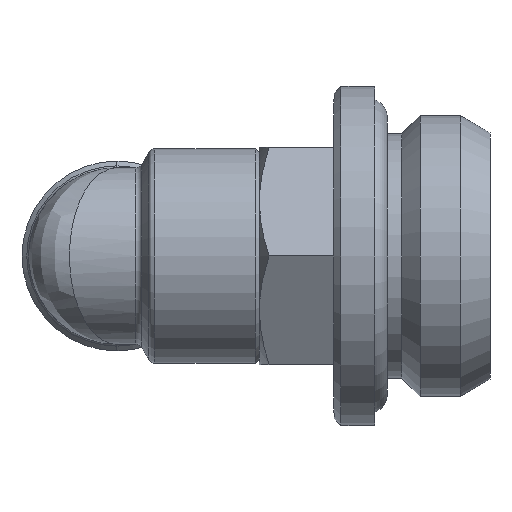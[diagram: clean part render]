
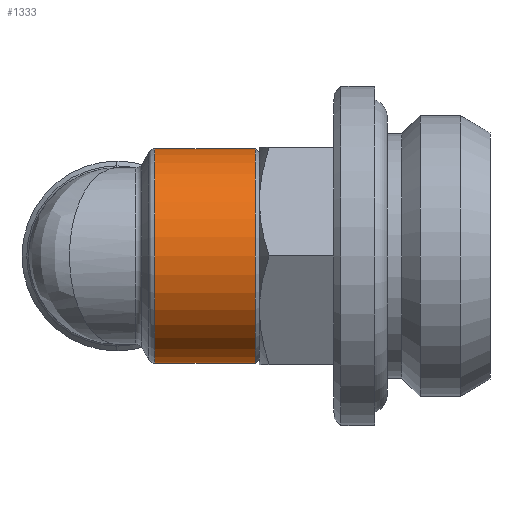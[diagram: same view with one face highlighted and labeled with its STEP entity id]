
A CAD part, left-side view. The second image highlights one B-rep face of the part: STEP entity #1333.
In plain terms, the highlighted cylindrical face has radius 7.9 mm (diameter 15.8 mm), a partial arc.
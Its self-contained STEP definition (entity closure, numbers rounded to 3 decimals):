
#151 = CIRCLE ( 'NONE', #159, 7.9 ) ;
#156 = DIRECTION ( 'NONE',  ( 0., 0., 1. ) ) ;
#157 = DIRECTION ( 'NONE',  ( 0., -1., 0. ) ) ;
#158 = CARTESIAN_POINT ( 'NONE',  ( 0., -10.2, 0. ) ) ;
#159 = AXIS2_PLACEMENT_3D ( 'NONE', #158, #157, #156 ) ;
#405 = DIRECTION ( 'NONE',  ( 0., 1., 0. ) ) ;
#407 = CYLINDRICAL_SURFACE ( 'NONE', #408, 7.9 ) ;
#408 = AXIS2_PLACEMENT_3D ( 'NONE', #409, #405, #413 ) ;
#409 = CARTESIAN_POINT ( 'NONE',  ( 0., 5.805, 0. ) ) ;
#413 = DIRECTION ( 'NONE',  ( 0., 0., 1. ) ) ;
#467 = FACE_OUTER_BOUND ( 'NONE', #1320, .T. ) ;
#1202 = EDGE_CURVE ( 'NONE', #2511, #2500, #151, .T. ) ;
#1320 = EDGE_LOOP ( 'NONE', ( #1331, #1323, #1326, #1327 ) ) ;
#1323 = ORIENTED_EDGE ( 'NONE', *, *, #1202, .F. ) ;
#1326 = ORIENTED_EDGE ( 'NONE', *, *, #2532, .T. ) ;
#1327 = ORIENTED_EDGE ( 'NONE', *, *, #2633, .T. ) ;
#1331 = ORIENTED_EDGE ( 'NONE', *, *, #2488, .F. ) ;
#1333 = ADVANCED_FACE ( 'NONE', ( #467 ), #407, .T. ) ;
#1704 = VECTOR ( 'NONE', #1706, 1000. ) ;
#1706 = DIRECTION ( 'NONE',  ( 0., 1., 0. ) ) ;
#1707 = LINE ( 'NONE', #1708, #1704 ) ;
#1708 = CARTESIAN_POINT ( 'NONE',  ( 0., 5.805, -7.9 ) ) ;
#1757 = CARTESIAN_POINT ( 'NONE',  ( 0., -10.2, -7.9 ) ) ;
#1764 = CARTESIAN_POINT ( 'NONE',  ( 0., -2.789, -7.9 ) ) ;
#1836 = CARTESIAN_POINT ( 'NONE',  ( 0., -10.2, 7.9 ) ) ;
#2488 = EDGE_CURVE ( 'NONE', #2500, #2497, #1707, .T. ) ;
#2497 = VERTEX_POINT ( 'NONE', #1764 ) ;
#2500 = VERTEX_POINT ( 'NONE', #1757 ) ;
#2511 = VERTEX_POINT ( 'NONE', #1836 ) ;
#2530 = VERTEX_POINT ( 'NONE', #2940 ) ;
#2532 = EDGE_CURVE ( 'NONE', #2511, #2530, #2977, .T. ) ;
#2633 = EDGE_CURVE ( 'NONE', #2530, #2497, #2902, .T. ) ;
#2867 = DIRECTION ( 'NONE',  ( 0., 0., -1. ) ) ;
#2902 = CIRCLE ( 'NONE', #2910, 7.9 ) ;
#2908 = DIRECTION ( 'NONE',  ( 0., -1., 0. ) ) ;
#2909 = CARTESIAN_POINT ( 'NONE',  ( 0., -2.789, 0. ) ) ;
#2910 = AXIS2_PLACEMENT_3D ( 'NONE', #2909, #2908, #2867 ) ;
#2940 = CARTESIAN_POINT ( 'NONE',  ( 0., -2.789, 7.9 ) ) ;
#2944 = CARTESIAN_POINT ( 'NONE',  ( 0., 5.805, 7.9 ) ) ;
#2945 = DIRECTION ( 'NONE',  ( 0., 1., 0. ) ) ;
#2947 = VECTOR ( 'NONE', #2945, 1000. ) ;
#2977 = LINE ( 'NONE', #2944, #2947 ) ;
